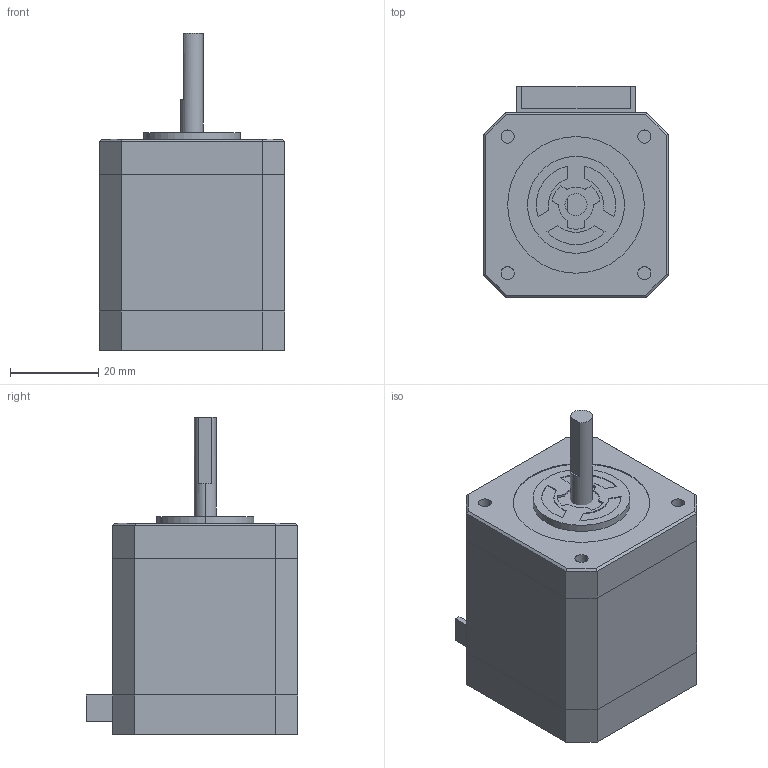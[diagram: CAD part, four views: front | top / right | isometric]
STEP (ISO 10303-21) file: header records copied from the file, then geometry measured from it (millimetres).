
FILE_DESCRIPTION (( 'STEP AP214' ), '1' );
FILE_NAME ('SF2423-10B41.STEP', '2022-12-05T19:16:15', ( '' ), ( '' ), 'SwSTEP 2.0', 'SolidWorks 2022', '' );
FILE_SCHEMA (( 'AUTOMOTIVE_DESIGN' ));
Length unit declared in the file: millimetre
Products named in the file (1): SF2423-10B41
Bounding box: 42 x 48 x 72 mm (x, y, z)
Volume: 83321 mm3; surface area: 19348.7 mm2
Topology: 5 solids, 5 shells, 102 faces, 250 edges, 164 vertices
Faces by surface type: plane 74, cylinder 28
Entity records: 3195 total; most frequent: CARTESIAN_POINT 517, DIRECTION 514, ORIENTED_EDGE 500, EDGE_CURVE 250, LINE 192, VECTOR 192, VERTEX_POINT 164, AXIS2_PLACEMENT_3D 161
